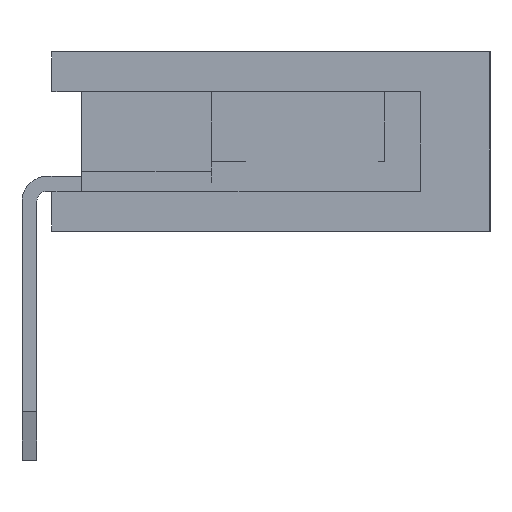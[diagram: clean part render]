
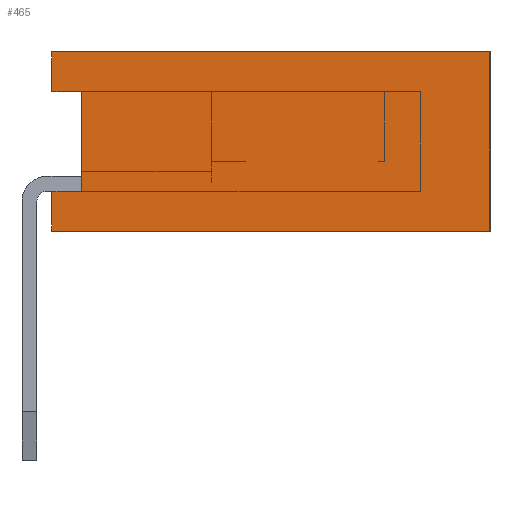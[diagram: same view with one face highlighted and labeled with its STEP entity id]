
A CAD part, left-side view. The second image highlights one B-rep face of the part: STEP entity #465.
In plain terms, the highlighted planar face has unit normal (-1, 0, 0).
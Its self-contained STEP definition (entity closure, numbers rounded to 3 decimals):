
#465=ADVANCED_FACE('',(#18593),#18595,.T.);
#18593=FACE_BOUND('',#18594,.T.);
#18594=EDGE_LOOP('',(#33089,#33090,#33091,#33092,#33093,#33094,#33095,#33096));
#18595=PLANE('',#18596);
#18596=AXIS2_PLACEMENT_3D('',#18597,#18598,#18599);
#18597=CARTESIAN_POINT('',(-0.635,-4.625,0.));
#18598=DIRECTION('',(-1.,0.,0.));
#18599=DIRECTION('',(0.,0.,1.));
#33089=ORIENTED_EDGE('',*,*,#43789,.T.);
#33090=ORIENTED_EDGE('',*,*,#43937,.T.);
#33091=ORIENTED_EDGE('',*,*,#43646,.T.);
#33092=ORIENTED_EDGE('',*,*,#43936,.F.);
#33093=ORIENTED_EDGE('',*,*,#43938,.F.);
#33094=ORIENTED_EDGE('',*,*,#43939,.T.);
#33095=ORIENTED_EDGE('',*,*,#43940,.T.);
#33096=ORIENTED_EDGE('',*,*,#43931,.F.);
#43646=EDGE_CURVE('',#49078,#49075,#49079,.F.);
#43789=EDGE_CURVE('',#49364,#49362,#49365,.F.);
#43931=EDGE_CURVE('',#49364,#49641,#49642,.T.);
#43936=EDGE_CURVE('',#49648,#49075,#49650,.T.);
#43937=EDGE_CURVE('',#49362,#49078,#49651,.T.);
#43938=EDGE_CURVE('',#49652,#49648,#49653,.T.);
#43939=EDGE_CURVE('',#49652,#49654,#49655,.T.);
#43940=EDGE_CURVE('',#49654,#49641,#49656,.T.);
#49075=VERTEX_POINT('',#57989);
#49078=VERTEX_POINT('',#57994);
#49079=LINE('',#57995,#57996);
#49362=VERTEX_POINT('',#58562);
#49364=VERTEX_POINT('',#58566);
#49365=LINE('',#58567,#58568);
#49641=VERTEX_POINT('',#59127);
#49642=LINE('',#59128,#59129);
#49648=VERTEX_POINT('',#59142);
#49650=LINE('',#59146,#59147);
#49651=LINE('',#59149,#59150);
#49652=VERTEX_POINT('',#59152);
#49653=LINE('',#59153,#59154);
#49654=VERTEX_POINT('',#59156);
#49655=LINE('',#59157,#59158);
#49656=LINE('',#59160,#59161);
#57989=CARTESIAN_POINT('',(-0.635,-0.225,0.4));
#57994=CARTESIAN_POINT('',(-0.635,-0.525,0.4));
#57995=CARTESIAN_POINT('',(-0.635,-0.225,0.4));
#57996=VECTOR('',#57997,1.);
#57997=DIRECTION('',(0.,-1.,0.));
#58562=CARTESIAN_POINT('',(-0.635,-0.525,1.4));
#58566=CARTESIAN_POINT('',(-0.635,-0.225,1.4));
#58567=CARTESIAN_POINT('',(-0.635,-0.525,1.4));
#58568=VECTOR('',#58569,1.);
#58569=DIRECTION('',(0.,1.,0.));
#59127=CARTESIAN_POINT('',(-0.635,-0.225,1.8));
#59128=CARTESIAN_POINT('',(-0.635,-0.225,1.4));
#59129=VECTOR('',#59130,1.);
#59130=DIRECTION('',(0.,0.,1.));
#59142=CARTESIAN_POINT('',(-0.635,-0.225,0.));
#59146=CARTESIAN_POINT('',(-0.635,-0.225,0.));
#59147=VECTOR('',#59148,1.);
#59148=DIRECTION('',(0.,0.,1.));
#59149=CARTESIAN_POINT('',(-0.635,-0.525,1.4));
#59150=VECTOR('',#59151,1.);
#59151=DIRECTION('',(0.,0.,-1.));
#59152=CARTESIAN_POINT('',(-0.635,-4.625,0.));
#59153=CARTESIAN_POINT('',(-0.635,-4.625,0.));
#59154=VECTOR('',#59155,1.);
#59155=DIRECTION('',(0.,1.,0.));
#59156=CARTESIAN_POINT('',(-0.635,-4.625,1.8));
#59157=CARTESIAN_POINT('',(-0.635,-4.625,0.));
#59158=VECTOR('',#59159,1.);
#59159=DIRECTION('',(0.,0.,1.));
#59160=CARTESIAN_POINT('',(-0.635,-4.625,1.8));
#59161=VECTOR('',#59162,1.);
#59162=DIRECTION('',(0.,1.,0.));
